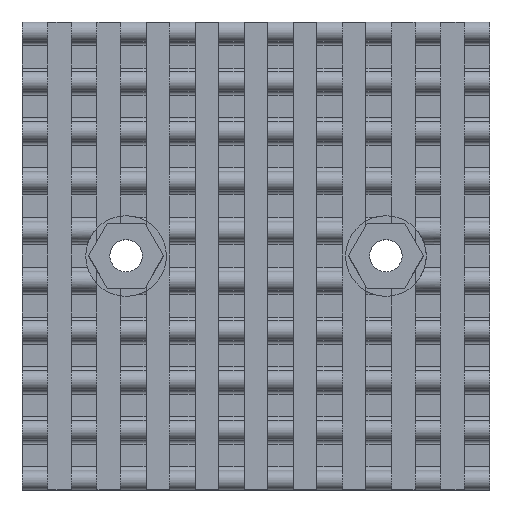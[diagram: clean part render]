
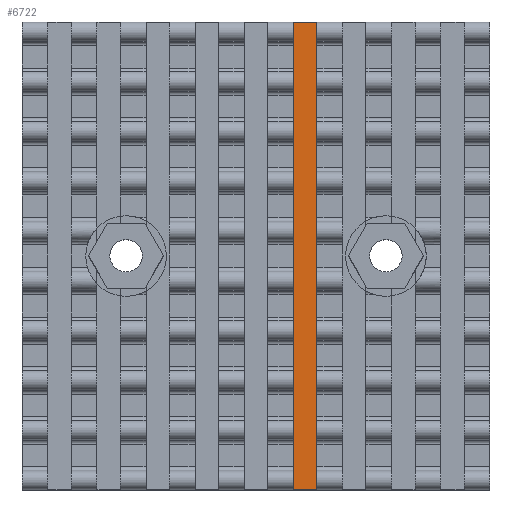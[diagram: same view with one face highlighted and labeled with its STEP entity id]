
A CAD part, top view. The second image highlights one B-rep face of the part: STEP entity #6722.
In plain terms, the highlighted planar face has unit normal (0, 0, 1).
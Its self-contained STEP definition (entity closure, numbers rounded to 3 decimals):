
#2159 = VERTEX_POINT('',#2160);
#2160 = CARTESIAN_POINT('',(2.88,-18.,3.3));
#2166 = EDGE_CURVE('',#2167,#2159,#2169,.T.);
#2167 = VERTEX_POINT('',#2168);
#2168 = CARTESIAN_POINT('',(4.68,-18.,3.3));
#2169 = LINE('',#2170,#2171);
#2170 = CARTESIAN_POINT('',(4.68,-18.,3.3));
#2171 = VECTOR('',#2172,1.);
#2172 = DIRECTION('',(-1.,0.,0.));
#3326 = VERTEX_POINT('',#3327);
#3327 = CARTESIAN_POINT('',(2.88,18.,3.3));
#3333 = EDGE_CURVE('',#3326,#3334,#3336,.T.);
#3334 = VERTEX_POINT('',#3335);
#3335 = CARTESIAN_POINT('',(4.68,18.,3.3));
#3336 = LINE('',#3337,#3338);
#3337 = CARTESIAN_POINT('',(-6.66,18.,3.3));
#3338 = VECTOR('',#3339,1.);
#3339 = DIRECTION('',(1.,0.,0.));
#6712 = EDGE_CURVE('',#2167,#3334,#6713,.T.);
#6713 = LINE('',#6714,#6715);
#6714 = CARTESIAN_POINT('',(4.68,-18.,3.3));
#6715 = VECTOR('',#6716,1.);
#6716 = DIRECTION('',(0.,1.,0.));
#6722 = ADVANCED_FACE('',(#6723),#6734,.T.);
#6723 = FACE_BOUND('',#6724,.T.);
#6724 = EDGE_LOOP('',(#6725,#6726,#6727,#6728));
#6725 = ORIENTED_EDGE('',*,*,#2166,.F.);
#6726 = ORIENTED_EDGE('',*,*,#6712,.T.);
#6727 = ORIENTED_EDGE('',*,*,#3333,.F.);
#6728 = ORIENTED_EDGE('',*,*,#6729,.F.);
#6729 = EDGE_CURVE('',#2159,#3326,#6730,.T.);
#6730 = LINE('',#6731,#6732);
#6731 = CARTESIAN_POINT('',(2.88,-18.,3.3));
#6732 = VECTOR('',#6733,1.);
#6733 = DIRECTION('',(0.,1.,0.));
#6734 = PLANE('',#6735);
#6735 = AXIS2_PLACEMENT_3D('',#6736,#6737,#6738);
#6736 = CARTESIAN_POINT('',(4.68,-18.,3.3));
#6737 = DIRECTION('',(0.,0.,1.));
#6738 = DIRECTION('',(-1.,0.,0.));
